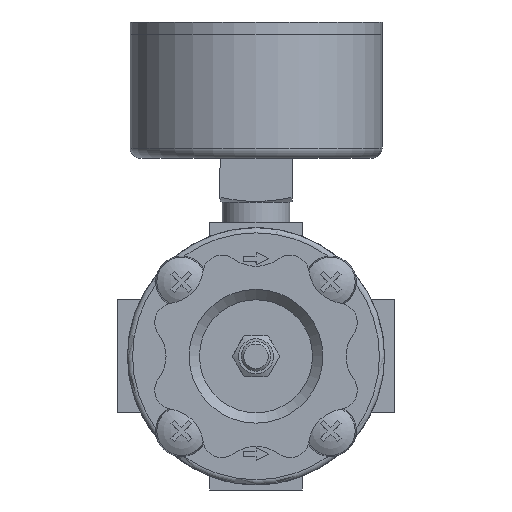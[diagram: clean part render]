
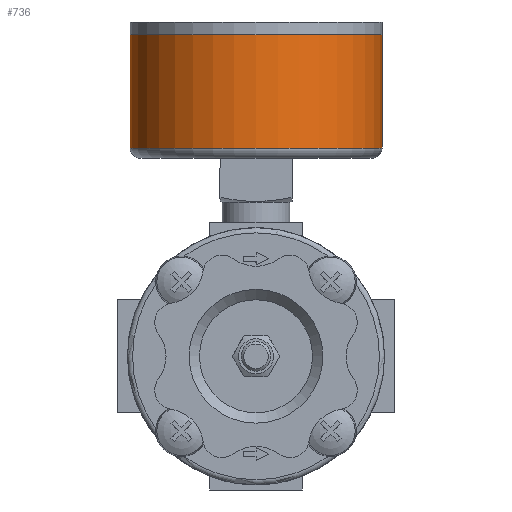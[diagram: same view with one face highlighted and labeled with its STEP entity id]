
A CAD part, front view. The second image highlights one B-rep face of the part: STEP entity #736.
In plain terms, the highlighted cylindrical face has radius 24.5 mm (diameter 49 mm), a full revolution.
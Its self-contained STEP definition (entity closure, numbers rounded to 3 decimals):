
#736 = ADVANCED_FACE( '', ( #1690, #1691 ), #1692, .T. );
#1690 = FACE_OUTER_BOUND( '', #2866, .T. );
#1691 = FACE_OUTER_BOUND( '', #2867, .T. );
#1692 = CYLINDRICAL_SURFACE( '', #2868, 24.5 );
#2866 = EDGE_LOOP( '', ( #4906 ) );
#2867 = EDGE_LOOP( '', ( #4907 ) );
#2868 = AXIS2_PLACEMENT_3D( '', #4908, #4909, #4910 );
#4906 = ORIENTED_EDGE( '', *, *, #7401, .F. );
#4907 = ORIENTED_EDGE( '', *, *, #7005, .T. );
#4908 = CARTESIAN_POINT( '', ( 0., 0., 18.5 ) );
#4909 = DIRECTION( '', ( 0., 0., 1. ) );
#4910 = DIRECTION( '', ( -1., 0., 0. ) );
#7005 = EDGE_CURVE( '', #8472, #8472, #8473, .T. );
#7401 = EDGE_CURVE( '', #9086, #9086, #9087, .T. );
#8472 = VERTEX_POINT( '', #10702 );
#8473 = CIRCLE( '', #10703, 24.5 );
#9086 = VERTEX_POINT( '', #11895 );
#9087 = CIRCLE( '', #11896, 24.5 );
#10702 = CARTESIAN_POINT( '', ( -24.5, 0., 42.48 ) );
#10703 = AXIS2_PLACEMENT_3D( '', #13260, #13261, #13262 );
#11895 = CARTESIAN_POINT( '', ( -24.5, 0., 20.5 ) );
#11896 = AXIS2_PLACEMENT_3D( '', #13753, #13754, #13755 );
#13260 = CARTESIAN_POINT( '', ( 0., 0., 42.48 ) );
#13261 = DIRECTION( '', ( 0., 0., -1. ) );
#13262 = DIRECTION( '', ( -1., 0., 0. ) );
#13753 = CARTESIAN_POINT( '', ( 0., 0., 20.5 ) );
#13754 = DIRECTION( '', ( 0., 0., -1. ) );
#13755 = DIRECTION( '', ( -1., 0., 0. ) );
